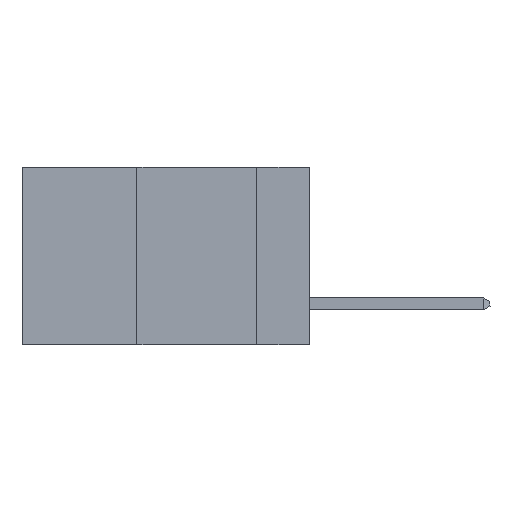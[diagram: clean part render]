
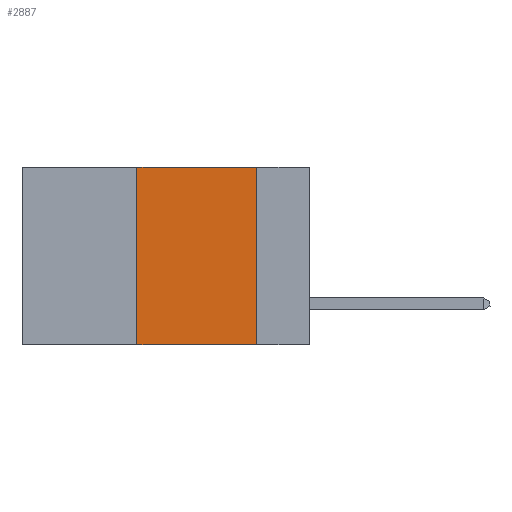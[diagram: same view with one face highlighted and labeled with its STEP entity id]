
A CAD part, left-side view. The second image highlights one B-rep face of the part: STEP entity #2887.
In plain terms, the highlighted planar face has unit normal (-1, 0, 0).
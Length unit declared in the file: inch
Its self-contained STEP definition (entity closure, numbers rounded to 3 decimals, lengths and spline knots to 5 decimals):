
#284 = CARTESIAN_POINT ( 'NONE',  ( 0., 0.6, 0. ) ) ;
#442 = DIRECTION ( 'NONE',  ( 1., 0., 0. ) ) ;
#677 = VECTOR ( 'NONE', #6065, 39.37008 ) ;
#1260 = VECTOR ( 'NONE', #6949, 39.37008 ) ;
#2098 = DIRECTION ( 'NONE',  ( 0., 0., -1. ) ) ;
#2190 = CARTESIAN_POINT ( 'NONE',  ( 0., 0.6, 0. ) ) ;
#2223 = DIRECTION ( 'NONE',  ( 0., 0., -1. ) ) ;
#2338 = CARTESIAN_POINT ( 'NONE',  ( 0., 0.36, -0.37 ) ) ;
#2887 = ADVANCED_FACE ( 'NONE', ( #11160 ), #4666, .F. ) ;
#2933 = DIRECTION ( 'NONE',  ( 0., -1., 0. ) ) ;
#3120 = CARTESIAN_POINT ( 'NONE',  ( 0., 0.11, 0. ) ) ;
#3180 = LINE ( 'NONE', #8669, #1260 ) ;
#3696 = ORIENTED_EDGE ( 'NONE', *, *, #5245, .T. ) ;
#3786 = CARTESIAN_POINT ( 'NONE',  ( 0., 0.6, -0.37 ) ) ;
#3802 = EDGE_CURVE ( 'NONE', #7204, #4954, #3180, .T. ) ;
#3835 = AXIS2_PLACEMENT_3D ( 'NONE', #2190, #442, #2223 ) ;
#4666 = PLANE ( 'NONE',  #3835 ) ;
#4954 = VERTEX_POINT ( 'NONE', #5267 ) ;
#5179 = EDGE_LOOP ( 'NONE', ( #10998, #6143, #6702, #3696 ) ) ;
#5245 = EDGE_CURVE ( 'NONE', #7204, #8805, #9478, .T. ) ;
#5267 = CARTESIAN_POINT ( 'NONE',  ( 0., 0.36, 0. ) ) ;
#5557 = CARTESIAN_POINT ( 'NONE',  ( 0., 0.11, 0. ) ) ;
#5977 = VERTEX_POINT ( 'NONE', #3120 ) ;
#6065 = DIRECTION ( 'NONE',  ( 0., -1., 0. ) ) ;
#6143 = ORIENTED_EDGE ( 'NONE', *, *, #10316, .F. ) ;
#6702 = ORIENTED_EDGE ( 'NONE', *, *, #3802, .F. ) ;
#6949 = DIRECTION ( 'NONE',  ( 0., 0., 1. ) ) ;
#7156 = EDGE_CURVE ( 'NONE', #5977, #8805, #10888, .T. ) ;
#7204 = VERTEX_POINT ( 'NONE', #2338 ) ;
#8669 = CARTESIAN_POINT ( 'NONE',  ( 0., 0.36, 0. ) ) ;
#8805 = VERTEX_POINT ( 'NONE', #10685 ) ;
#9478 = LINE ( 'NONE', #3786, #677 ) ;
#10084 = VECTOR ( 'NONE', #2933, 39.37008 ) ;
#10238 = LINE ( 'NONE', #284, #10084 ) ;
#10316 = EDGE_CURVE ( 'NONE', #4954, #5977, #10238, .T. ) ;
#10641 = VECTOR ( 'NONE', #2098, 39.37008 ) ;
#10685 = CARTESIAN_POINT ( 'NONE',  ( 0., 0.11, -0.37 ) ) ;
#10888 = LINE ( 'NONE', #5557, #10641 ) ;
#10998 = ORIENTED_EDGE ( 'NONE', *, *, #7156, .F. ) ;
#11160 = FACE_OUTER_BOUND ( 'NONE', #5179, .T. ) ;
